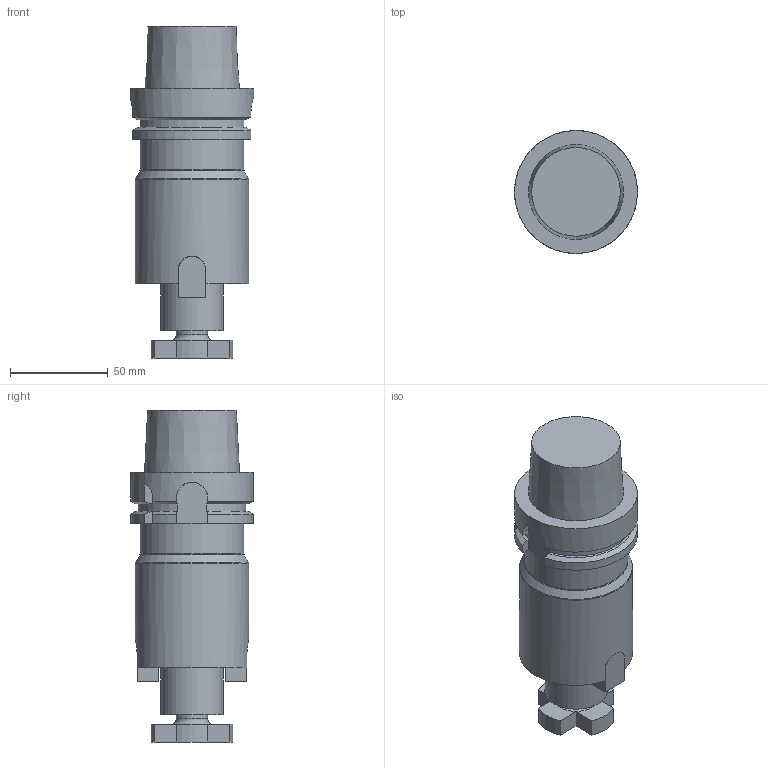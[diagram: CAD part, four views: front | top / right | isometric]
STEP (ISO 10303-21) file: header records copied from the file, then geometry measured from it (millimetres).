
FILE_DESCRIPTION(/* description */ (''),/* implementation_level */ '2;1');
FILE_NAME(/* name */ 'HSKA63-SM32-100-F3L1.stp',/* time_stamp */ '2019-10-24T11:58:28+05:00',/* author */ (''),/* organization */ (''),/* preprocessor_version */ 'ST-DEVELOPER v16.7',/* originating_system */ 'SIEMENS PLM Software NX 12.0',/* authorisation */ '');
FILE_SCHEMA (('AUTOMOTIVE_DESIGN { 1 0 10303 214 3 1 1 1 }'));
Length unit declared in the file: millimetre
Products named in the file (1): HSKA63-SM32-100-F3L1
Bounding box: 63 x 63 x 170 mm (x, y, z)
Volume: 349988.7 mm3; surface area: 45544.7 mm2
Topology: 5 solids, 5 shells, 88 faces, 228 edges, 153 vertices
Faces by surface type: plane 54, cylinder 23, cone 8, torus 3
Full cylindrical faces by diameter (mm): 16 x2, 32 x1, 53 x1, 58 x1, 63 x1
Entity records: 2740 total; most frequent: CARTESIAN_POINT 578, DIRECTION 426, ORIENTED_EDGE 424, EDGE_CURVE 212, VERTEX_POINT 148, AXIS2_PLACEMENT_3D 148, LINE 130, VECTOR 130
